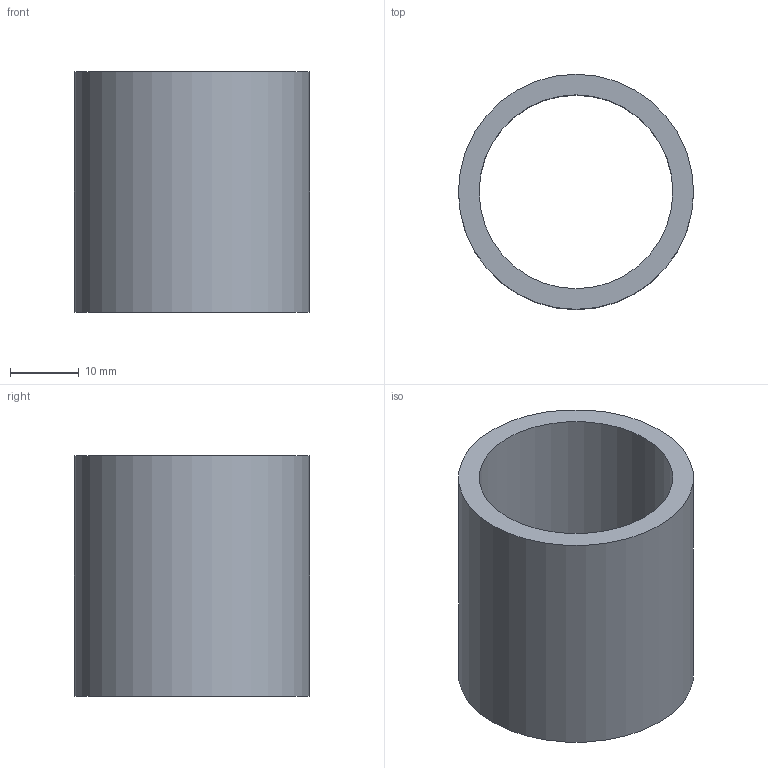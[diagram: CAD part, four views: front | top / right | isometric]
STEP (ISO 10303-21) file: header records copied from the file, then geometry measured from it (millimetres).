
FILE_DESCRIPTION(/* description */ (''),/* implementation_level */ '2;1');
FILE_NAME(/* name */ 'Lens_to_Lens_Connector v3.step',/* time_stamp */ '2024-05-28T21:45:44+01:00',/* author */ (''),/* organization */ (''),/* preprocessor_version */ 'ST-DEVELOPER v20',/* originating_system */ 'Autodesk Translation Framework v12.20.1.177',/* authorisation */ '');
FILE_SCHEMA (('AUTOMOTIVE_DESIGN { 1 0 10303 214 3 1 1 }'));
Length unit declared in the file: millimetre
Products named in the file (1): Lens_to_Lens_Connector
Bounding box: 34.15 x 34.15 x 35 mm (x, y, z)
Volume: 10275.4 mm3; surface area: 7437.4 mm2
Topology: 1 solids, 1 shells, 4 faces, 6 edges, 4 vertices
Faces by surface type: cylinder 2, plane 2
Full cylindrical faces by diameter (mm): 28.15 x1, 34.15 x1
Entity records: 131 total; most frequent: DIRECTION 20, CARTESIAN_POINT 15, ORIENTED_EDGE 12, AXIS2_PLACEMENT_3D 9, EDGE_LOOP 6, EDGE_CURVE 6, FACE_OUTER_BOUND 4, CIRCLE 4
